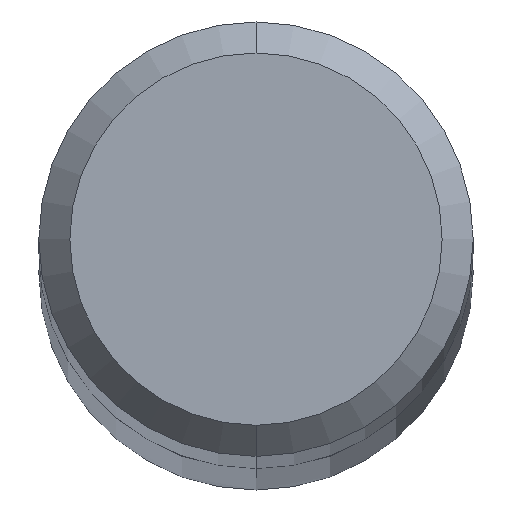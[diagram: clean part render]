
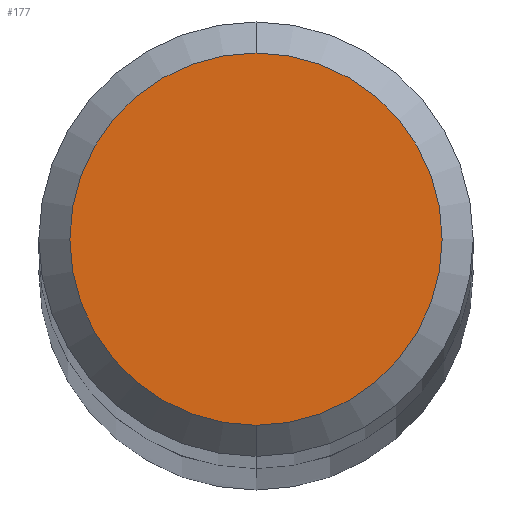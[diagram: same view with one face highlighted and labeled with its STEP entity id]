
A CAD part, top view. The second image highlights one B-rep face of the part: STEP entity #177.
In plain terms, the highlighted planar face has unit normal (0, 0, 1).
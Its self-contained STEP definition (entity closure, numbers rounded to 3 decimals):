
#177=ADVANCED_FACE('',(#437),#438,.T.);
#201=VERTEX_POINT('',#463);
#229=EDGE_CURVE('',#335,#201,#497,.T.);
#335=VERTEX_POINT('',#614);
#377=EDGE_CURVE('',#201,#335,#659,.T.);
#437=FACE_OUTER_BOUND('',#765,.T.);
#438=PLANE('',#766);
#463=CARTESIAN_POINT('',(0.,-2.4,88.0));
#497=CIRCLE('',#881,2.4);
#614=CARTESIAN_POINT('',(0.0,2.4,88.0));
#659=CIRCLE('',#1250,2.4);
#765=EDGE_LOOP('',(#1295,#1296));
#766=AXIS2_PLACEMENT_3D('',#1297,#1298,#1299);
#881=AXIS2_PLACEMENT_3D('',#1371,#1372,#1373);
#1250=AXIS2_PLACEMENT_3D('',#1541,#1542,#1543);
#1295=ORIENTED_EDGE('',*,*,#229,.F.);
#1296=ORIENTED_EDGE('',*,*,#377,.F.);
#1297=CARTESIAN_POINT('',(0.0,1.2,88.0));
#1298=DIRECTION('',(0.0,0.0,1.0));
#1299=DIRECTION('',(0.0,-1.0,0.0));
#1371=CARTESIAN_POINT('',(0.0,0.0,88.0));
#1372=DIRECTION('',(0.0,0.0,-1.0));
#1373=DIRECTION('',(0.0,1.0,0.0));
#1541=CARTESIAN_POINT('',(0.0,0.0,88.0));
#1542=DIRECTION('',(0.0,0.0,-1.0));
#1543=DIRECTION('',(0.0,1.0,0.0));
